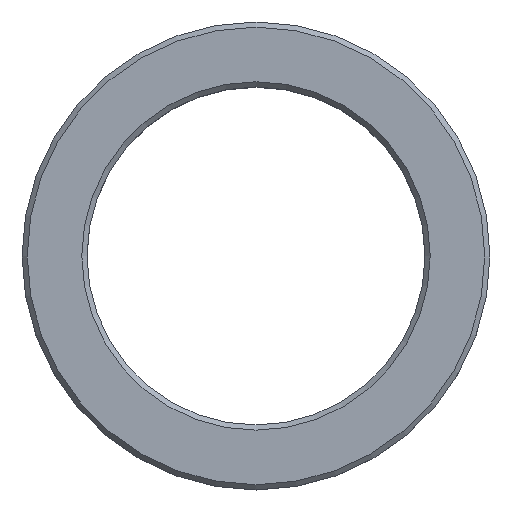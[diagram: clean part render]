
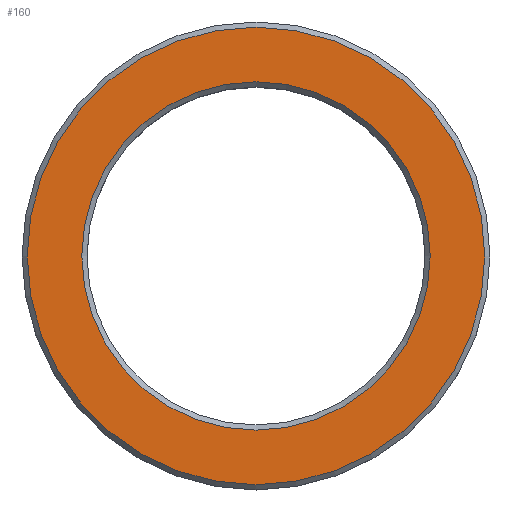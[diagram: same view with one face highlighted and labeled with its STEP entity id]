
A CAD part, top view. The second image highlights one B-rep face of the part: STEP entity #160.
In plain terms, the highlighted planar face has unit normal (0, 0, 1).
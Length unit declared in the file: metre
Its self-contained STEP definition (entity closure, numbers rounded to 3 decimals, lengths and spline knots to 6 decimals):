
#160=ADVANCED_FACE('',(#189,#190),#191,.T.);
#189=FACE_BOUND('',#4983,.T.);
#190=FACE_OUTER_BOUND('',#4984,.T.);
#191=PLANE('',#4985);
#4983=EDGE_LOOP('',(#9802));
#4984=EDGE_LOOP('',(#9803));
#4985=AXIS2_PLACEMENT_3D('',#9804,#9805,#9806);
#9802=ORIENTED_EDGE('',*,*,#9863,.T.);
#9803=ORIENTED_EDGE('',*,*,#9856,.F.);
#9804=CARTESIAN_POINT('',(0.044,0.0,0.035));
#9805=DIRECTION('',(0.0,0.,1.0));
#9806=DIRECTION('',(0.0,-1.0,0.));
#9856=EDGE_CURVE('',#9887,#9887,#9888,.T.);
#9863=EDGE_CURVE('',#9899,#9899,#9900,.T.);
#9887=VERTEX_POINT('',#9993);
#9888=CIRCLE('',#9994,0.044);
#9899=VERTEX_POINT('',#10065);
#9900=CIRCLE('',#10066,0.0335);
#9993=CARTESIAN_POINT('',(0.0,0.044,0.035));
#9994=AXIS2_PLACEMENT_3D('',#10093,#10094,#10095);
#10065=CARTESIAN_POINT('',(0.0,0.0335,0.035));
#10066=AXIS2_PLACEMENT_3D('',#10108,#10109,#10110);
#10093=CARTESIAN_POINT('',(0.0,0.0,0.035));
#10094=DIRECTION('',(0.0,0.,-1.0));
#10095=DIRECTION('',(0.0,1.0,0.));
#10108=CARTESIAN_POINT('',(0.0,0.0,0.035));
#10109=DIRECTION('',(0.0,0.,-1.0));
#10110=DIRECTION('',(0.0,1.0,0.));
